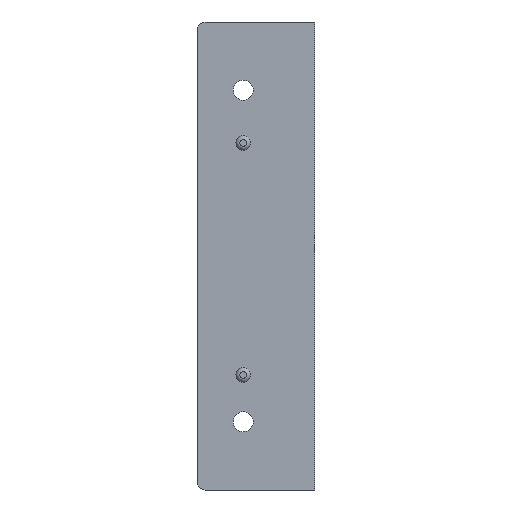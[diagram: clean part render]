
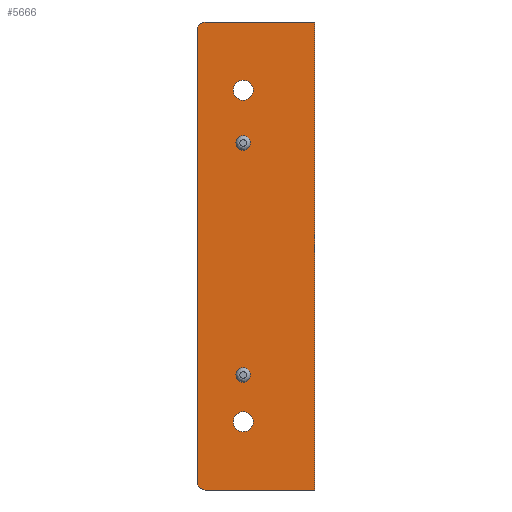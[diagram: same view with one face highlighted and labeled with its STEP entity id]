
A CAD part, left-side view. The second image highlights one B-rep face of the part: STEP entity #5666.
In plain terms, the highlighted planar face has unit normal (-1, 0, 0).
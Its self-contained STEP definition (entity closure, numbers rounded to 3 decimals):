
#42=CIRCLE('',#5871,1.85);
#46=CIRCLE('',#5877,1.85);
#50=CIRCLE('',#5885,2.55);
#52=CIRCLE('',#5888,2.55);
#54=CIRCLE('',#5891,2.);
#56=CIRCLE('',#5896,2.);
#93=FACE_BOUND('',#838,.T.);
#94=FACE_BOUND('',#839,.T.);
#95=FACE_BOUND('',#840,.T.);
#96=FACE_BOUND('',#841,.T.);
#503=FACE_OUTER_BOUND('',#837,.T.);
#837=EDGE_LOOP('',(#5113,#5114,#5115,#5116,#5117,#5118));
#838=EDGE_LOOP('',(#5119));
#839=EDGE_LOOP('',(#5120));
#840=EDGE_LOOP('',(#5121));
#841=EDGE_LOOP('',(#5122));
#1625=LINE('',#10413,#2182);
#1631=LINE('',#10431,#2188);
#1635=LINE('',#10439,#2192);
#1636=LINE('',#10440,#2193);
#2182=VECTOR('',#6837,10.);
#2188=VECTOR('',#6853,10.);
#2192=VECTOR('',#6861,10.);
#2193=VECTOR('',#6862,10.);
#2714=VERTEX_POINT('',#10335);
#2717=VERTEX_POINT('',#10372);
#2721=VERTEX_POINT('',#10387);
#2723=VERTEX_POINT('',#10393);
#2726=VERTEX_POINT('',#10400);
#2727=VERTEX_POINT('',#10402);
#2730=VERTEX_POINT('',#10411);
#2733=VERTEX_POINT('',#10421);
#2734=VERTEX_POINT('',#10422);
#2737=VERTEX_POINT('',#10430);
#3506=EDGE_CURVE('',#2714,#2714,#42,.T.);
#3511=EDGE_CURVE('',#2717,#2717,#46,.T.);
#3518=EDGE_CURVE('',#2721,#2721,#50,.T.);
#3521=EDGE_CURVE('',#2723,#2723,#52,.T.);
#3524=EDGE_CURVE('',#2726,#2727,#54,.T.);
#3530=EDGE_CURVE('',#2730,#2726,#1625,.T.);
#3534=EDGE_CURVE('',#2733,#2734,#56,.T.);
#3538=EDGE_CURVE('',#2734,#2737,#1631,.T.);
#3543=EDGE_CURVE('',#2737,#2730,#1635,.T.);
#3544=EDGE_CURVE('',#2727,#2733,#1636,.T.);
#5113=ORIENTED_EDGE('',*,*,#3524,.F.);
#5114=ORIENTED_EDGE('',*,*,#3530,.F.);
#5115=ORIENTED_EDGE('',*,*,#3543,.F.);
#5116=ORIENTED_EDGE('',*,*,#3538,.F.);
#5117=ORIENTED_EDGE('',*,*,#3534,.F.);
#5118=ORIENTED_EDGE('',*,*,#3544,.F.);
#5119=ORIENTED_EDGE('',*,*,#3506,.T.);
#5120=ORIENTED_EDGE('',*,*,#3511,.T.);
#5121=ORIENTED_EDGE('',*,*,#3518,.T.);
#5122=ORIENTED_EDGE('',*,*,#3521,.T.);
#5368=PLANE('',#5900);
#5666=ADVANCED_FACE('',(#503,#93,#94,#95,#96),#5368,.T.);
#5871=AXIS2_PLACEMENT_3D('',#10337,#6781,#6782);
#5877=AXIS2_PLACEMENT_3D('',#10374,#6794,#6795);
#5885=AXIS2_PLACEMENT_3D('',#10389,#6813,#6814);
#5888=AXIS2_PLACEMENT_3D('',#10395,#6820,#6821);
#5891=AXIS2_PLACEMENT_3D('',#10403,#6827,#6828);
#5896=AXIS2_PLACEMENT_3D('',#10423,#6845,#6846);
#5900=AXIS2_PLACEMENT_3D('',#10438,#6859,#6860);
#6781=DIRECTION('center_axis',(1.,0.,0.));
#6782=DIRECTION('ref_axis',(0.,0.,1.));
#6794=DIRECTION('center_axis',(1.,0.,0.));
#6795=DIRECTION('ref_axis',(0.,0.,1.));
#6813=DIRECTION('center_axis',(1.,0.,0.));
#6814=DIRECTION('ref_axis',(0.,0.,1.));
#6820=DIRECTION('center_axis',(1.,0.,0.));
#6821=DIRECTION('ref_axis',(0.,0.,-1.));
#6827=DIRECTION('center_axis',(1.,0.,0.));
#6828=DIRECTION('ref_axis',(0.,0.707,-0.707));
#6837=DIRECTION('',(0.,1.,0.));
#6845=DIRECTION('center_axis',(1.,0.,0.));
#6846=DIRECTION('ref_axis',(0.,0.707,0.707));
#6853=DIRECTION('',(0.,-1.,0.));
#6859=DIRECTION('center_axis',(-1.,0.,0.));
#6860=DIRECTION('ref_axis',(0.,-1.,0.));
#6861=DIRECTION('',(0.,0.,-1.));
#6862=DIRECTION('',(0.,0.,1.));
#10335=CARTESIAN_POINT('',(-4.,14.28,27.15));
#10337=CARTESIAN_POINT('Origin',(-4.,14.28,29.));
#10372=CARTESIAN_POINT('',(-4.,14.28,-32.35));
#10374=CARTESIAN_POINT('Origin',(-4.,14.28,-30.5));
#10387=CARTESIAN_POINT('',(-4.,14.28,-45.05));
#10389=CARTESIAN_POINT('Origin',(-4.,14.28,-42.5));
#10393=CARTESIAN_POINT('',(-4.,14.28,45.05));
#10395=CARTESIAN_POINT('Origin',(-4.,14.28,42.5));
#10400=CARTESIAN_POINT('',(-4.,24.,-60.));
#10402=CARTESIAN_POINT('',(-4.,26.,-58.));
#10403=CARTESIAN_POINT('Origin',(-4.,24.,-58.));
#10411=CARTESIAN_POINT('',(-4.,-4.,-60.));
#10413=CARTESIAN_POINT('',(-4.,26.,-60.));
#10421=CARTESIAN_POINT('',(-4.,26.,58.));
#10422=CARTESIAN_POINT('',(-4.,24.,60.));
#10423=CARTESIAN_POINT('Origin',(-4.,24.,58.));
#10430=CARTESIAN_POINT('',(-4.,-4.,60.));
#10431=CARTESIAN_POINT('',(-4.,26.,60.));
#10438=CARTESIAN_POINT('Origin',(-4.,26.,0.));
#10439=CARTESIAN_POINT('',(-4.,-4.,0.));
#10440=CARTESIAN_POINT('',(-4.,26.,0.));
